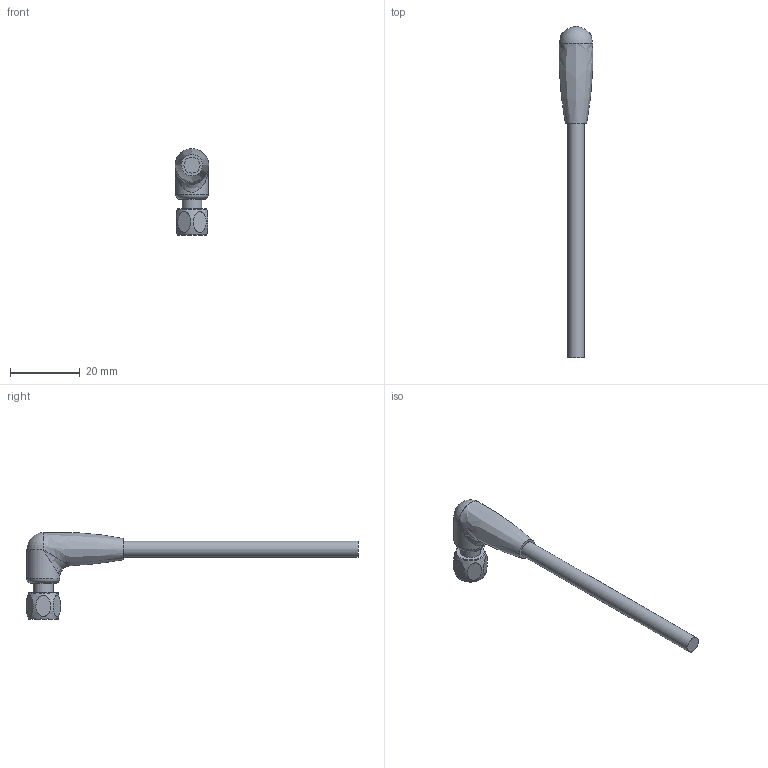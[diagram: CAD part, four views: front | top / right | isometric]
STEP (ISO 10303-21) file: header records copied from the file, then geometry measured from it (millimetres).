
FILE_DESCRIPTION(/* description */ (''),/* implementation_level */ '2;1');
FILE_NAME(/* name */ '8058622_Anschlussleitung.stp',/* time_stamp */ '2016-05-20T13:29:36+02:00',/* author */ (''),/* organization */ (''),/* preprocessor_version */ 'ST-DEVELOPER v16',/* originating_system */ 'SIEMENS PLM Software NX 10.0',/* authorisation */ '');
FILE_SCHEMA (('AUTOMOTIVE_DESIGN { 1 0 10303 214 3 1 1 1 }'));
Length unit declared in the file: millimetre
Products named in the file (1): t.he200C40B9h3k9
Bounding box: 9.65 x 95.33 x 24.95 mm (x, y, z)
Volume: 3645.7 mm3; surface area: 2508.5 mm2
Topology: 1 solids, 1 shells, 34 faces, 60 edges, 41 vertices
Faces by surface type: plane 15, cylinder 9, torus 5, bspline 3, sphere 1, cone 1
Full cylindrical faces by diameter (mm): 1.1 x4, 4.6 x1, 5.7 x2, 7.2 x1, 9.5 x1
Entity records: 999 total; most frequent: CARTESIAN_POINT 415, DIRECTION 120, ORIENTED_EDGE 72, EDGE_LOOP 63, AXIS2_PLACEMENT_3D 60, FACE_BOUND 49, EDGE_CURVE 36, ADVANCED_FACE 34
